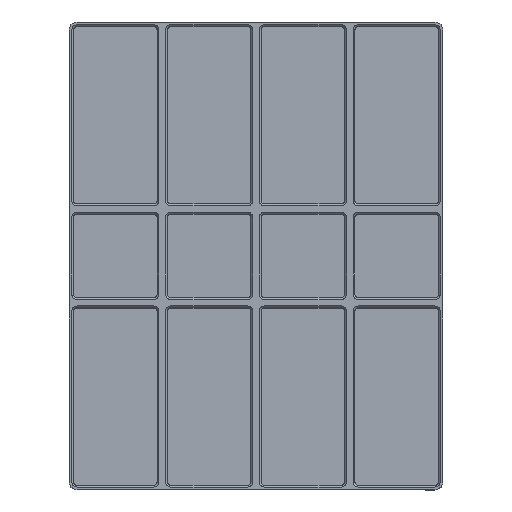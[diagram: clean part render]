
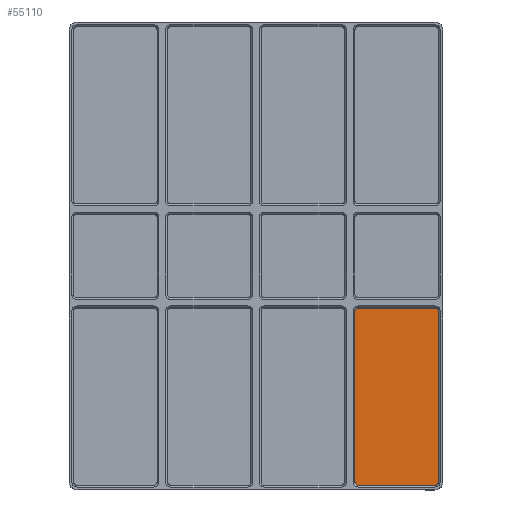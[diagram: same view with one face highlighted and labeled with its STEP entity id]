
A CAD part, top view. The second image highlights one B-rep face of the part: STEP entity #55110.
In plain terms, the highlighted planar face has unit normal (0, 0, 1).
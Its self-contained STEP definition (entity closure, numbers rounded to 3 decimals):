
#53920=CARTESIAN_POINT('',(255.85,165.75,7.));
#53930=VERTEX_POINT('',#53920);
#53960=CARTESIAN_POINT('',(255.85,164.15,7.));
#53970=DIRECTION('',(0.,0.,-1.));
#53980=DIRECTION('',(1.,0.,0.));
#53990=AXIS2_PLACEMENT_3D('',#53960,#53970,#53980);
#54000=CIRCLE('',#53990,1.6);
#54010=CARTESIAN_POINT('',(254.25,164.15,7.));
#54020=VERTEX_POINT('',#54010);
#54030=EDGE_CURVE('',#54020,#53930,#54000,.T.);
#54460=CARTESIAN_POINT('',(273.,147.,7.));
#54470=DIRECTION('',(0.,0.,1.));
#54480=DIRECTION('',(-1.,0.,0.));
#54490=AXIS2_PLACEMENT_3D('',#54460,#54470,#54480);
#54500=PLANE('',#54490);
#54510=CARTESIAN_POINT('',(290.15,87.85,7.));
#54520=DIRECTION('',(0.,0.,-1.));
#54530=DIRECTION('',(1.,0.,0.));
#54540=AXIS2_PLACEMENT_3D('',#54510,#54520,#54530);
#54550=CIRCLE('',#54540,1.6);
#54560=CARTESIAN_POINT('',(291.75,87.85,7.));
#54570=VERTEX_POINT('',#54560);
#54580=CARTESIAN_POINT('',(290.15,86.25,7.));
#54590=VERTEX_POINT('',#54580);
#54600=EDGE_CURVE('',#54570,#54590,#54550,.T.);
#54610=ORIENTED_EDGE('',*,*,#54600,.F.);
#54620=CARTESIAN_POINT('',(289.,86.25,7.));
#54630=DIRECTION('',(-1.,0.,0.));
#54640=VECTOR('',#54630,1.);
#54650=LINE('',#54620,#54640);
#54660=CARTESIAN_POINT('',(255.85,86.25,7.));
#54670=VERTEX_POINT('',#54660);
#54680=EDGE_CURVE('',#54590,#54670,#54650,.T.);
#54690=ORIENTED_EDGE('',*,*,#54680,.F.);
#54700=CARTESIAN_POINT('',(255.85,87.85,7.));
#54710=DIRECTION('',(0.,0.,-1.));
#54720=DIRECTION('',(1.,0.,0.));
#54730=AXIS2_PLACEMENT_3D('',#54700,#54710,#54720);
#54740=CIRCLE('',#54730,1.6);
#54750=CARTESIAN_POINT('',(254.25,87.85,7.));
#54760=VERTEX_POINT('',#54750);
#54770=EDGE_CURVE('',#54670,#54760,#54740,.T.);
#54780=ORIENTED_EDGE('',*,*,#54770,.F.);
#54790=CARTESIAN_POINT('',(254.25,131.,7.));
#54800=DIRECTION('',(0.,1.,0.));
#54810=VECTOR('',#54800,1.);
#54820=LINE('',#54790,#54810);
#54830=EDGE_CURVE('',#54760,#54020,#54820,.T.);
#54840=ORIENTED_EDGE('',*,*,#54830,.F.);
#54850=ORIENTED_EDGE('',*,*,#54030,.F.);
#54860=CARTESIAN_POINT('',(257.,165.75,7.));
#54870=DIRECTION('',(1.,0.,0.));
#54880=VECTOR('',#54870,1.);
#54890=LINE('',#54860,#54880);
#54900=CARTESIAN_POINT('',(290.15,165.75,7.));
#54910=VERTEX_POINT('',#54900);
#54920=EDGE_CURVE('',#53930,#54910,#54890,.T.);
#54930=ORIENTED_EDGE('',*,*,#54920,.F.);
#54940=CARTESIAN_POINT('',(290.15,164.15,7.));
#54950=DIRECTION('',(0.,0.,-1.));
#54960=DIRECTION('',(1.,0.,0.));
#54970=AXIS2_PLACEMENT_3D('',#54940,#54950,#54960);
#54980=CIRCLE('',#54970,1.6);
#54990=CARTESIAN_POINT('',(291.75,164.15,7.));
#55000=VERTEX_POINT('',#54990);
#55010=EDGE_CURVE('',#54910,#55000,#54980,.T.);
#55020=ORIENTED_EDGE('',*,*,#55010,.F.);
#55030=CARTESIAN_POINT('',(291.75,121.,7.));
#55040=DIRECTION('',(0.,-1.,0.));
#55050=VECTOR('',#55040,1.);
#55060=LINE('',#55030,#55050);
#55070=EDGE_CURVE('',#55000,#54570,#55060,.T.);
#55080=ORIENTED_EDGE('',*,*,#55070,.F.);
#55090=EDGE_LOOP('',(#55080,#55020,#54930,#54850,#54840,#54780,#54690,
#54610));
#55100=FACE_OUTER_BOUND('',#55090,.T.);
#55110=ADVANCED_FACE('',(#55100),#54500,.T.);
